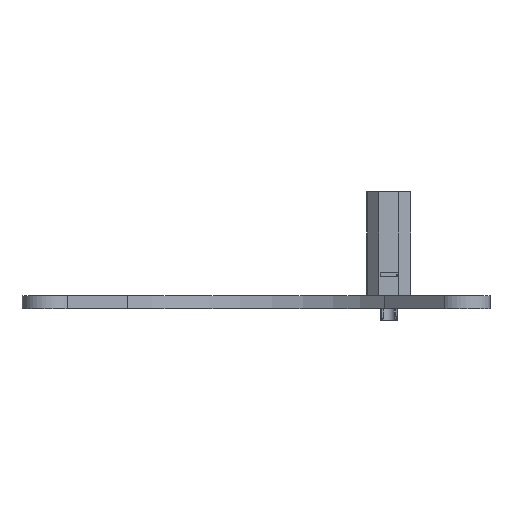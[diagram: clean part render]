
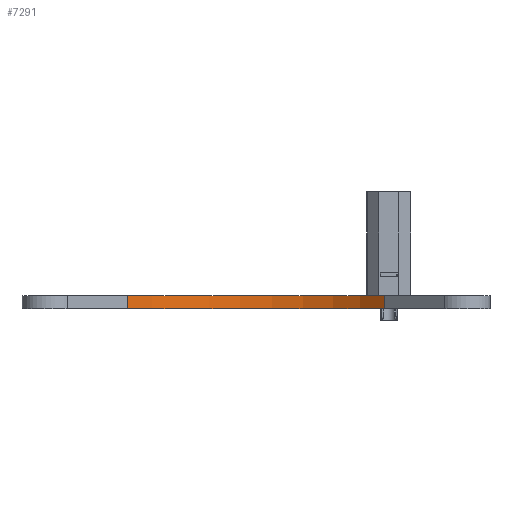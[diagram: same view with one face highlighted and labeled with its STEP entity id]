
A CAD part, left-side view. The second image highlights one B-rep face of the part: STEP entity #7291.
In plain terms, the highlighted cylindrical face has radius 21.884 mm (diameter 43.769 mm), a partial arc.
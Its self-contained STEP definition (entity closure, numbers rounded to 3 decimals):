
#6419 = EDGE_CURVE('',#6420,#6422,#6424,.T.);
#6420 = VERTEX_POINT('',#6421);
#6421 = CARTESIAN_POINT('',(-42.073,15.475,0.));
#6422 = VERTEX_POINT('',#6423);
#6423 = CARTESIAN_POINT('',(-42.073,15.475,1.6));
#6424 = LINE('',#6425,#6426);
#6425 = CARTESIAN_POINT('',(-42.073,15.475,0.));
#6426 = VECTOR('',#6427,1.);
#6427 = DIRECTION('',(0.,0.,1.));
#6612 = VERTEX_POINT('',#6613);
#6613 = CARTESIAN_POINT('',(-42.073,-15.475,0.));
#6619 = EDGE_CURVE('',#6612,#6420,#6620,.T.);
#6620 = CIRCLE('',#6621,21.884);
#6621 = AXIS2_PLACEMENT_3D('',#6622,#6623,#6624);
#6622 = CARTESIAN_POINT('',(-57.548,0.,0.));
#6623 = DIRECTION('',(0.,-0.,1.));
#6624 = DIRECTION('',(0.707,-0.707,-0.));
#7019 = VERTEX_POINT('',#7020);
#7020 = CARTESIAN_POINT('',(-42.073,-15.475,1.6));
#7026 = EDGE_CURVE('',#7019,#6422,#7027,.T.);
#7027 = CIRCLE('',#7028,21.884);
#7028 = AXIS2_PLACEMENT_3D('',#7029,#7030,#7031);
#7029 = CARTESIAN_POINT('',(-57.548,0.,1.6));
#7030 = DIRECTION('',(0.,-0.,1.));
#7031 = DIRECTION('',(0.707,-0.707,-0.));
#7291 = ADVANCED_FACE('',(#7292),#7303,.F.);
#7292 = FACE_BOUND('',#7293,.T.);
#7293 = EDGE_LOOP('',(#7294,#7300,#7301,#7302));
#7294 = ORIENTED_EDGE('',*,*,#7295,.T.);
#7295 = EDGE_CURVE('',#6612,#7019,#7296,.T.);
#7296 = LINE('',#7297,#7298);
#7297 = CARTESIAN_POINT('',(-42.073,-15.475,0.));
#7298 = VECTOR('',#7299,1.);
#7299 = DIRECTION('',(0.,0.,1.));
#7300 = ORIENTED_EDGE('',*,*,#7026,.T.);
#7301 = ORIENTED_EDGE('',*,*,#6419,.F.);
#7302 = ORIENTED_EDGE('',*,*,#6619,.F.);
#7303 = CYLINDRICAL_SURFACE('',#7304,21.884);
#7304 = AXIS2_PLACEMENT_3D('',#7305,#7306,#7307);
#7305 = CARTESIAN_POINT('',(-57.548,0.,0.));
#7306 = DIRECTION('',(-0.,0.,-1.));
#7307 = DIRECTION('',(0.707,-0.707,-0.));
